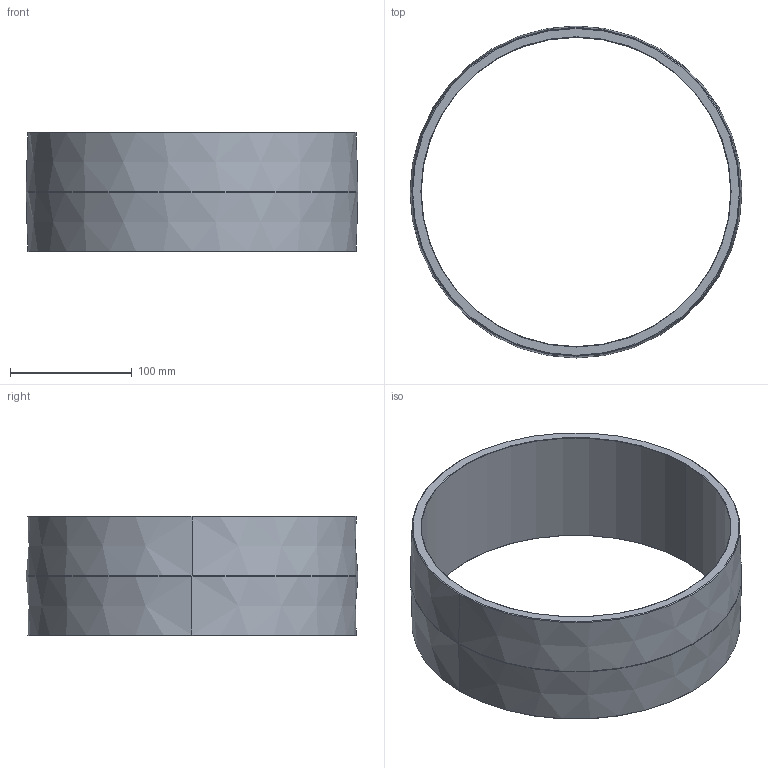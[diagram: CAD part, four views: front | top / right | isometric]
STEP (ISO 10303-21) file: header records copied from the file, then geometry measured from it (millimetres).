
FILE_DESCRIPTION (( 'STEP AP203' ), '1' );
FILE_NAME ('Close Nipple 10 in, Sch 40.STEP', '2025-05-09T01:41:54', '' );
FILE_SCHEMA (( 'CONFIG_CONTROL_DESIGN' ));
Length unit declared in the file: inch
Products named in the file (1): Close Nipple 10 in, Sch 40
Bounding box: 273.05 x 273.05 x 98.42 mm (x, y, z)
Volume: 692081.1 mm3; surface area: 174553.4 mm2
Topology: 1 solids, 1 shells, 18 faces, 36 edges, 20 vertices
Faces by surface type: cone 12, cylinder 4, plane 2
Entity records: 547 total; most frequent: DIRECTION 94, CARTESIAN_POINT 75, ORIENTED_EDGE 72, AXIS2_PLACEMENT_3D 39, EDGE_CURVE 36, VERTEX_POINT 20, EDGE_LOOP 20, CIRCLE 20
